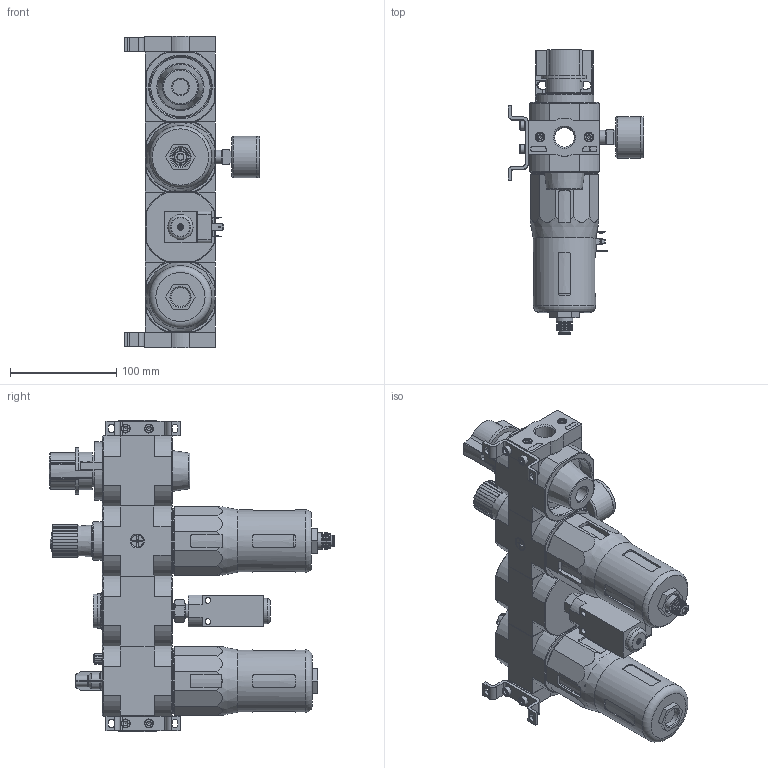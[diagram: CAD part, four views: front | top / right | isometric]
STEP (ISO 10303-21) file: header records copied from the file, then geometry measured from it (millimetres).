
FILE_DESCRIPTION(/* description */ ('STEP AP214'),/* implementation_level */ '2;1');
FILE_NAME(/* name */ '186058_FRC-1_2-D-MAXI-KC-A',/* time_stamp */ '2024-08-28T15:48:03+02:00',/* author */ ('License CC BY-ND 4.0'),/* organization */ ('CADENAS'),/* preprocessor_version */ 'ST-DEVELOPER v19.3',/* originating_system */ 'PARTsolutions',/* authorisation */ ' ');
FILE_SCHEMA (('AUTOMOTIVE_DESIGN {1 0 10303 214 3 1 1}'));
Length unit declared in the file: millimetre
Products named in the file (18): 186058 FRC-1/2-D-MAXI-KC-A; 680243 PBL-1/2-D-MAXI-L---(1) p1; DIN-912 - M5x20(F); 159593 HFOE-D-MIDI/MAXI-P1; DIN-912 - M5x10(F); 680244 PBL-1/2-D-MAXI-R---(0) p1; 360722 HE-MAXI; 234370 FRB-D-MAXI; 124086 LFR-D-MAXI-A--(0); 8003639 PAGN-40-16-G14; 125696 LR/LFR-D-MAXI; 526489 MS4-LFR-V; 724701 FRM-...-D-MAXI; 151521 ESK-1/4-1/4; 175250 PEV-1/4-B-OD; DIN-908 G3/4A; 531775 OK-3/4; 396443 LOE-D-MAXI
Assembly tree (29 placements, depth 2):
  186058 FRC-1/2-D-MAXI-KC-A
    680243 PBL-1/2-D-MAXI-L---(1) p1
    DIN-912 - M5x20(F)  x4
    159593 HFOE-D-MIDI/MAXI-P1  x2
    DIN-912 - M5x10(F)  x4
    680244 PBL-1/2-D-MAXI-R---(0) p1
    360722 HE-MAXI
    234370 FRB-D-MAXI  x6
    124086 LFR-D-MAXI-A--(0)
    8003639 PAGN-40-16-G14
    125696 LR/LFR-D-MAXI
    526489 MS4-LFR-V
    724701 FRM-...-D-MAXI
    151521 ESK-1/4-1/4
    175250 PEV-1/4-B-OD
    DIN-908 G3/4A
    531775 OK-3/4
    396443 LOE-D-MAXI
Bounding box: 127.95 x 269.31 x 294 mm (x, y, z)
Volume: 1981200.4 mm3; surface area: 323360.7 mm2
Topology: 29 solids, 30 shells, 1978 faces, 4918 edges, 3109 vertices
Faces by surface type: plane 1087, cylinder 458, cone 315, torus 102, sphere 16
Full cylindrical faces by diameter (mm): 1.65 x4, 2 x1, 2.459 x1, 3.2 x1, 3.6 x1, 3.7 x6, 3.8 x1, 4.134 x14, 4.2 x1, 5 x15, 5.3 x6, 5.6 x1, 6 x5, 6.93 x1, 7 x6, 8 x4, 8.2 x4, 8.5 x8, 8.7 x1, 9.5 x1, 10 x1, 11 x2, 11.4 x1, 11.445 x4, 11.6 x1, 11.8 x1, 13.157 x2, 13.482 x2, 14.7 x1, 14.95 x1
Entity records: 60741 total; most frequent: CARTESIAN_POINT 10286, DIRECTION 8427, ORIENTED_EDGE 8024, EDGE_CURVE 4012, AXIS2_PLACEMENT_3D 3154, VERTEX_POINT 2759, FACE_BOUND 2249, EDGE_LOOP 2236
